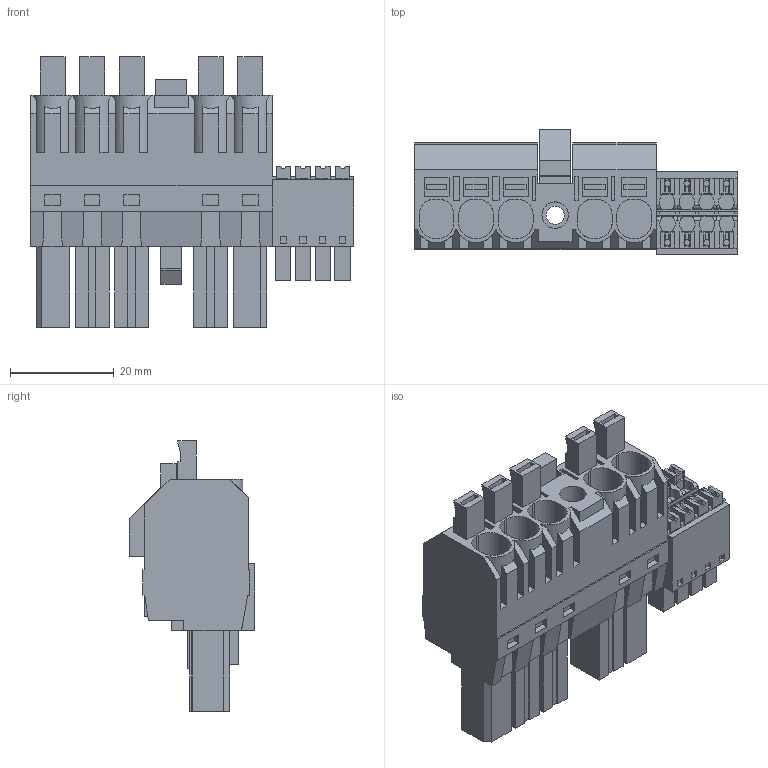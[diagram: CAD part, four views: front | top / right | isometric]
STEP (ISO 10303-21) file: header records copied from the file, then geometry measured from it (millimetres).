
FILE_DESCRIPTION(('CATIA V5 STEP Exchange','CAx-IF Rec.Pracs.--- Model Styling and Organization---1.4--- 2014-01-23'),'2;1');
FILE_NAME ('D1530568_1_2549530000_2549530000.stp','2023-09-07T12:39:11+00:00',('none'),('Weidmueller'),'CATIA Version 5-6 Release 2016 SP3 HF44','CATIA V5 STEP AP214','none');
FILE_SCHEMA(('AUTOMOTIVE_DESIGN { 1 0 10303 214 1 1 1 1 }'));
Length unit declared in the file: millimetre
Products named in the file (1): 2549530000
Bounding box: 62.27 x 24.13 x 52.11 mm (x, y, z)
Volume: 30063.1 mm3; surface area: 16412.1 mm2
Topology: 15 solids, 15 shells, 1042 faces, 2880 edges, 1925 vertices
Faces by surface type: plane 943, cylinder 99
Entity records: 31256 total; most frequent: CARTESIAN_POINT 6177, ORIENTED_EDGE 5760, DIRECTION 4134, EDGE_CURVE 2880, VECTOR 2578, LINE 2578, VERTEX_POINT 1925, EDGE_LOOP 1117
